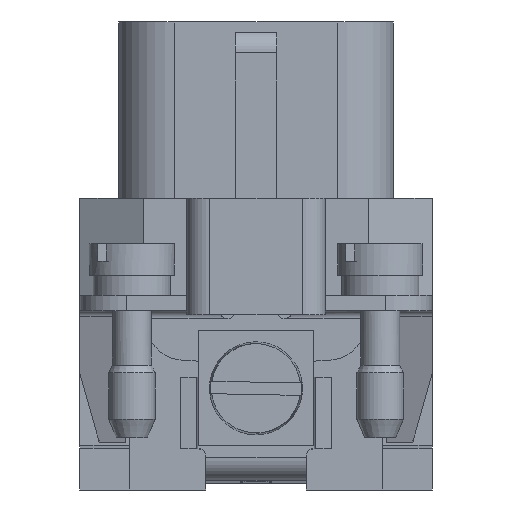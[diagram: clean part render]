
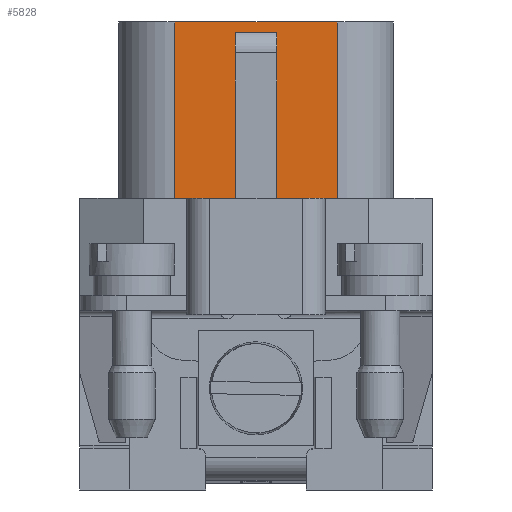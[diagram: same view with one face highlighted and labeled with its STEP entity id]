
A CAD part, left-side view. The second image highlights one B-rep face of the part: STEP entity #5828.
In plain terms, the highlighted planar face has unit normal (-1, 0, 0).
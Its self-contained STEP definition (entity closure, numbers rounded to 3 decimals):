
#4766=FACE_OUTER_BOUND('',#8644,.T.);
#5828=ADVANCED_FACE('',(#4766),#6985,.T.);
#6985=PLANE('',#28605);
#8644=EDGE_LOOP('',(#12059,#12060,#12061,#12062,#12063,#12064,#12065,#12066));
#12059=ORIENTED_EDGE('',*,*,#19518,.F.);
#12060=ORIENTED_EDGE('',*,*,#19519,.F.);
#12061=ORIENTED_EDGE('',*,*,#19520,.F.);
#12062=ORIENTED_EDGE('',*,*,#17839,.T.);
#12063=ORIENTED_EDGE('',*,*,#19516,.T.);
#12064=ORIENTED_EDGE('',*,*,#19521,.F.);
#12065=ORIENTED_EDGE('',*,*,#19522,.F.);
#12066=ORIENTED_EDGE('',*,*,#19523,.F.);
#15739=VERTEX_POINT('',#36514);
#15740=VERTEX_POINT('',#36516);
#17052=VERTEX_POINT('',#40655);
#17053=VERTEX_POINT('',#40659);
#17054=VERTEX_POINT('',#40660);
#17055=VERTEX_POINT('',#40662);
#17056=VERTEX_POINT('',#40665);
#17057=VERTEX_POINT('',#40667);
#17839=EDGE_CURVE('',#15740,#15739,#22398,.T.);
#19516=EDGE_CURVE('',#15739,#17052,#23670,.T.);
#19518=EDGE_CURVE('',#17053,#17054,#23671,.T.);
#19519=EDGE_CURVE('',#17055,#17053,#23672,.T.);
#19520=EDGE_CURVE('',#15740,#17055,#23673,.T.);
#19521=EDGE_CURVE('',#17056,#17052,#23674,.T.);
#19522=EDGE_CURVE('',#17057,#17056,#23675,.T.);
#19523=EDGE_CURVE('',#17054,#17057,#23676,.T.);
#22398=LINE('',#36515,#24576);
#23670=LINE('',#40654,#25848);
#23671=LINE('',#40658,#25849);
#23672=LINE('',#40661,#25850);
#23673=LINE('',#40663,#25851);
#23674=LINE('',#40664,#25852);
#23675=LINE('',#40666,#25853);
#23676=LINE('',#40668,#25854);
#24576=VECTOR('',#29696,1.);
#25848=VECTOR('',#32576,1.);
#25849=VECTOR('',#32581,1.);
#25850=VECTOR('',#32582,1.);
#25851=VECTOR('',#32583,1.);
#25852=VECTOR('',#32584,1.);
#25853=VECTOR('',#32585,1.);
#25854=VECTOR('',#32586,1.);
#28605=AXIS2_PLACEMENT_3D('',#40669,#32587,#32588);
#29696=DIRECTION('',(0.,1.,0.));
#32576=DIRECTION('',(0.,0.,-1.));
#32581=DIRECTION('',(0.,0.,1.));
#32582=DIRECTION('',(0.,1.,0.));
#32583=DIRECTION('',(0.,0.,-1.));
#32584=DIRECTION('',(0.,1.,0.));
#32585=DIRECTION('',(0.,0.,-1.));
#32586=DIRECTION('',(0.,1.,0.));
#32587=DIRECTION('',(-1.,0.,0.));
#32588=DIRECTION('',(0.,0.,1.));
#36514=CARTESIAN_POINT('',(-27.35,5.25,18.6));
#36515=CARTESIAN_POINT('',(-27.35,5.25,18.6));
#36516=CARTESIAN_POINT('',(-27.35,-5.25,18.6));
#40654=CARTESIAN_POINT('',(-27.35,5.25,18.6));
#40655=CARTESIAN_POINT('',(-27.35,5.25,7.25));
#40658=CARTESIAN_POINT('',(-27.35,-1.325,18.6));
#40659=CARTESIAN_POINT('',(-27.35,-1.325,7.25));
#40660=CARTESIAN_POINT('',(-27.35,-1.325,17.912));
#40661=CARTESIAN_POINT('',(-27.35,-5.25,7.25));
#40662=CARTESIAN_POINT('',(-27.35,-5.25,7.25));
#40663=CARTESIAN_POINT('',(-27.35,-5.25,18.6));
#40664=CARTESIAN_POINT('',(-27.35,-5.25,7.25));
#40665=CARTESIAN_POINT('',(-27.35,1.325,7.25));
#40666=CARTESIAN_POINT('',(-27.35,1.325,18.6));
#40667=CARTESIAN_POINT('',(-27.35,1.325,17.912));
#40668=CARTESIAN_POINT('',(-27.35,-1.325,17.912));
#40669=CARTESIAN_POINT('',(-27.35,-5.25,18.6));
